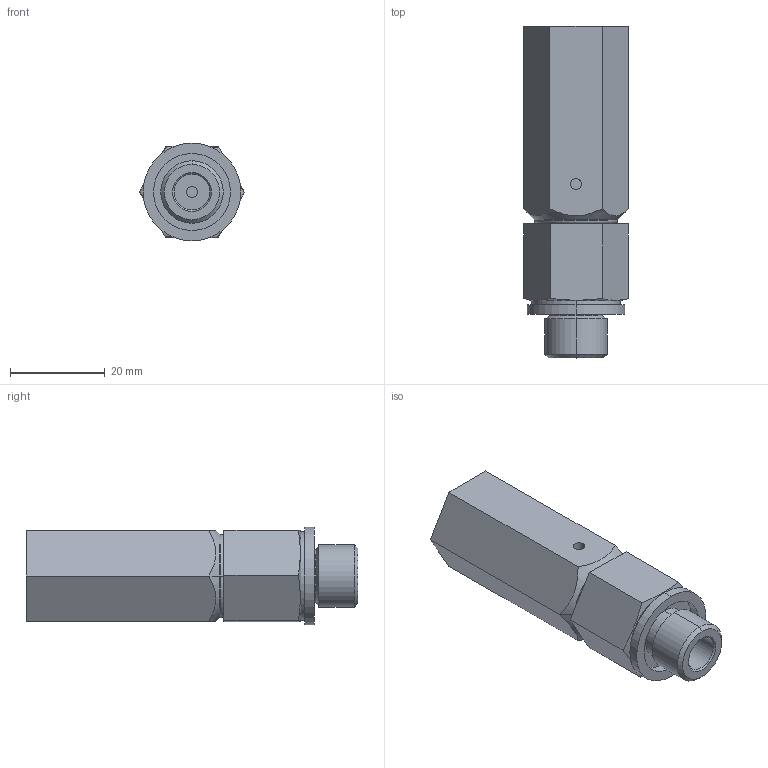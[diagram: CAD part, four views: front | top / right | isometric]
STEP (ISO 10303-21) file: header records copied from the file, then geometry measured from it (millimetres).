
FILE_DESCRIPTION((''),'2;1');
FILE_NAME('ILCMV47063870','2019-04-18T',('maj'),(''),'PRO/ENGINEER BY PARAMETRIC TECHNOLOGY CORPORATION, 2013320','PRO/ENGINEER BY PARAMETRIC TECHNOLOGY CORPORATION, 2013320','');
FILE_SCHEMA(('AUTOMOTIVE_DESIGN { 1 0 10303 214 1 1 1 1 }'));
Length unit declared in the file: millimetre
Products named in the file (1): ILCMV47063870
Bounding box: 22 x 69.88 x 20.6 mm (x, y, z)
Volume: 18598.3 mm3; surface area: 6383.9 mm2
Topology: 1 solids, 1 shells, 61 faces, 130 edges, 78 vertices
Faces by surface type: cylinder 26, plane 23, cone 10, torus 2
Entity records: 2026 total; most frequent: CARTESIAN_POINT 467, DIRECTION 286, ORIENTED_EDGE 260, EDGE_CURVE 130, AXIS2_PLACEMENT_3D 113, VERTEX_POINT 78, EDGE_LOOP 70, FACE_OUTER_BOUND 61
